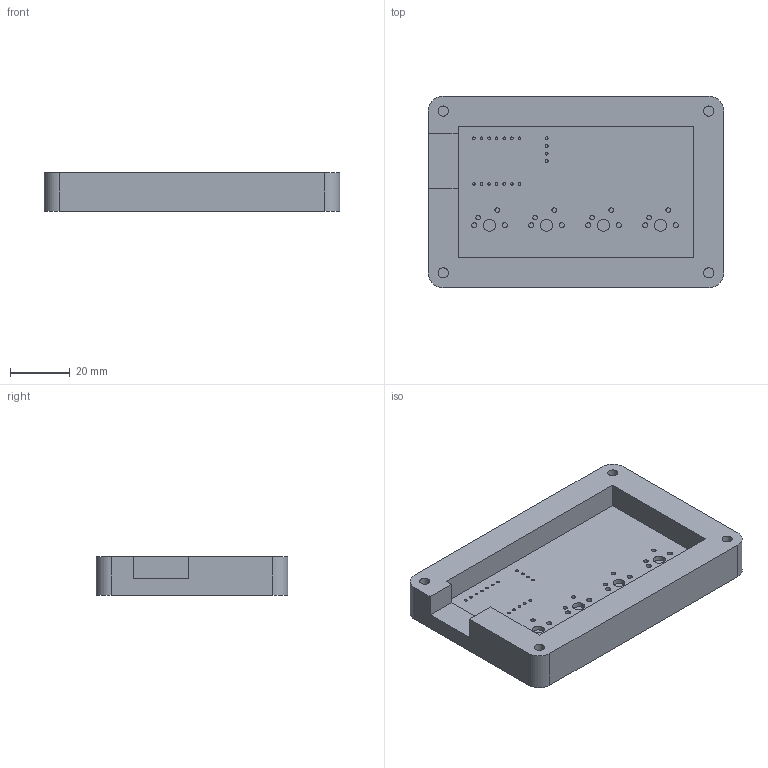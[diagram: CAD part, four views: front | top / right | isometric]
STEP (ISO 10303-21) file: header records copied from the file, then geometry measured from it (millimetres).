
FILE_DESCRIPTION(/* description */ (''),/* implementation_level */ '2;1');
FILE_NAME(/* name */ 'Base.step',/* time_stamp */ '2025-05-23T20:51:47-05:00',/* author */ (''),/* organization */ (''),/* preprocessor_version */ 'ST-DEVELOPER v20.1',/* originating_system */ 'Autodesk Translation Framework v14.4.0.0',/* authorisation */ '');
FILE_SCHEMA (('AUTOMOTIVE_DESIGN { 1 0 10303 214 3 1 1 }'));
Length unit declared in the file: millimetre
Products named in the file (4): Base; GitPad 1; GitPad_PCB; Lid
Assembly tree (3 placements, depth 3):
  Base
    GitPad 1
      GitPad_PCB
    Lid
Bounding box: 98.74 x 64.07 x 13 mm (x, y, z)
Volume: 50904.6 mm3; surface area: 27080 mm2
Topology: 2 solids, 2 shells, 78 faces, 198 edges, 132 vertices
Faces by surface type: cylinder 50, plane 28
Full cylindrical faces by diameter (mm): 0.889 x14, 1 x4, 1.5 x8, 1.7 x8, 3.4 x4, 4 x4, 6 x4
Entity records: 2666 total; most frequent: DIRECTION 468, CARTESIAN_POINT 415, ORIENTED_EDGE 396, EDGE_CURVE 198, AXIS2_PLACEMENT_3D 185, EDGE_LOOP 162, VERTEX_POINT 132, CIRCLE 100
